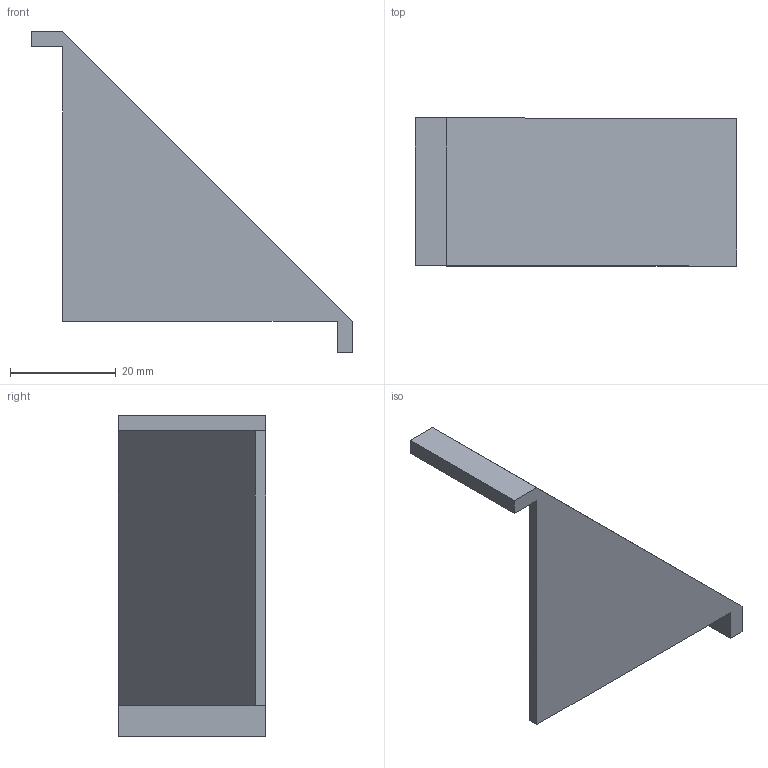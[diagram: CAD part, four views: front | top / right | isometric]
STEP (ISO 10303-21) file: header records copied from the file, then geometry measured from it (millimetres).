
FILE_DESCRIPTION((''),'2;1');
FILE_NAME('AR3609 zaślepka do kątownika 30x60.stp','2016-04-20T15:05:19',('Konstruktor II'),(''),'Autodesk Inventor 2013','Autodesk Inventor 2013','');
FILE_SCHEMA(('AUTOMOTIVE_DESIGN { 1 0 10303 214 1 1 1 1 }'));
Length unit declared in the file: millimetre
Products named in the file (1): AR3609 zaślepka do kątownika 30x60
Bounding box: 61 x 28 x 61 mm (x, y, z)
Volume: 8206 mm3; surface area: 8234.9 mm2
Topology: 1 solids, 1 shells, 13 faces, 31 edges, 20 vertices
Faces by surface type: plane 13
Entity records: 395 total; most frequent: CARTESIAN_POINT 65, ORIENTED_EDGE 62, DIRECTION 59, VECTOR 31, LINE 31, EDGE_CURVE 31, VERTEX_POINT 20, AXIS2_PLACEMENT_3D 14
